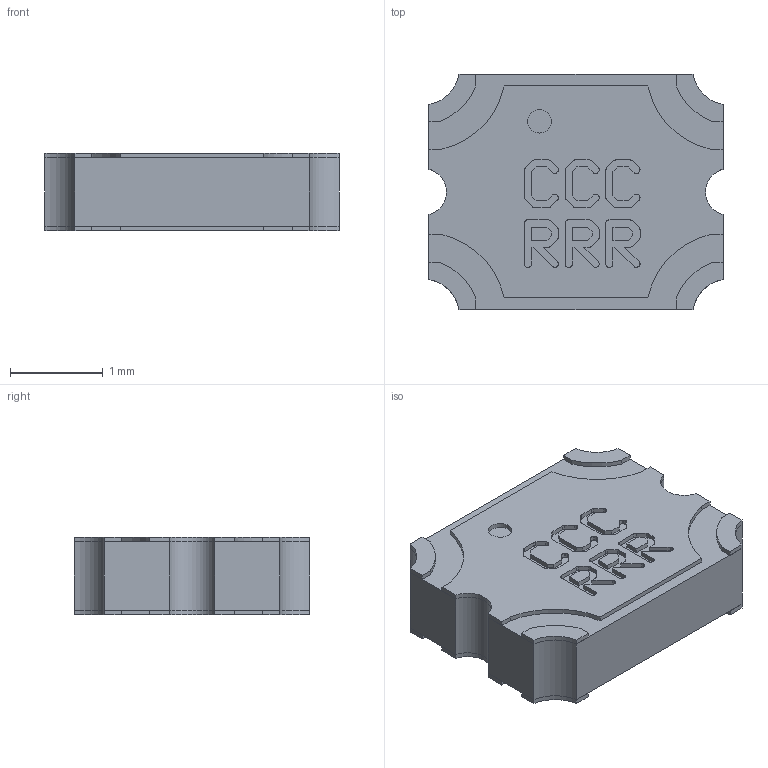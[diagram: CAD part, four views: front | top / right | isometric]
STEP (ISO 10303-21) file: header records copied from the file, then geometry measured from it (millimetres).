
FILE_DESCRIPTION (( 'STEP AP203' ), '1' );
FILE_NAME ('X4C55K1-03S_Model.STEP', '2024-05-22T18:38:34', ( '' ), ( '' ), 'SwSTEP 2.0', 'SolidWorks 2023', '' );
FILE_SCHEMA (( 'CONFIG_CONTROL_DESIGN' ));
Length unit declared in the file: inch
Products named in the file (1): X4C55K1-03S_Model
Bounding box: 3.17 x 2.54 x 0.84 mm (x, y, z)
Volume: 6.2 mm3; surface area: 47.9 mm2
Topology: 14 solids, 14 shells, 291 faces, 789 edges, 526 vertices
Faces by surface type: plane 192, cylinder 99
Entity records: 9246 total; most frequent: CARTESIAN_POINT 1607, ORIENTED_EDGE 1578, DIRECTION 1571, EDGE_CURVE 789, LINE 591, VECTOR 591, VERTEX_POINT 526, AXIS2_PLACEMENT_3D 490
